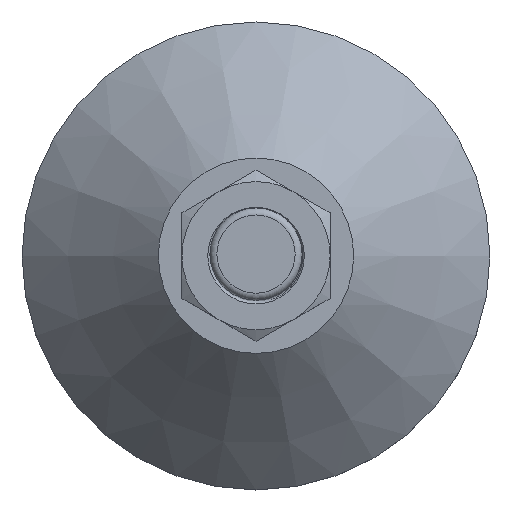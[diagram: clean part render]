
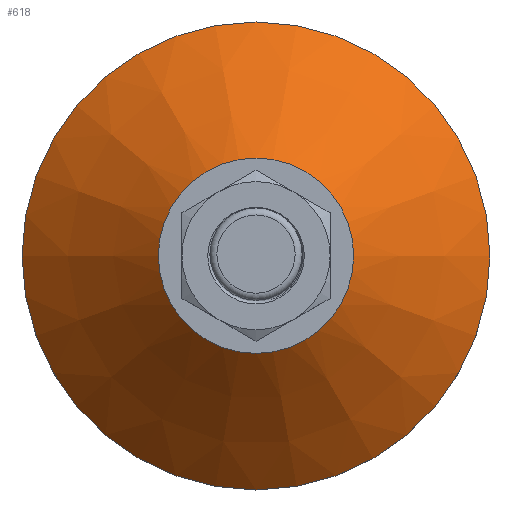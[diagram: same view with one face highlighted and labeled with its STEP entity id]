
A CAD part, top view. The second image highlights one B-rep face of the part: STEP entity #618.
In plain terms, the highlighted conical face has half-angle 45 degrees and reference radius 21.262 mm.
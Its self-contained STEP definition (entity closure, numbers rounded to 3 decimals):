
#89=CONICAL_SURFACE('',#699,21.263,0.785);
#125=FACE_OUTER_BOUND('',#170,.T.);
#170=EDGE_LOOP('',(#555,#556,#557,#558));
#204=CIRCLE('',#700,12.525);
#205=CIRCLE('',#701,30.);
#237=LINE('',#2070,#254);
#254=VECTOR('',#847,21.263);
#306=VERTEX_POINT('',#2067);
#307=VERTEX_POINT('',#2069);
#390=EDGE_CURVE('',#306,#306,#204,.T.);
#391=EDGE_CURVE('',#306,#307,#237,.T.);
#392=EDGE_CURVE('',#307,#307,#205,.T.);
#555=ORIENTED_EDGE('',*,*,#390,.T.);
#556=ORIENTED_EDGE('',*,*,#391,.T.);
#557=ORIENTED_EDGE('',*,*,#392,.T.);
#558=ORIENTED_EDGE('',*,*,#391,.F.);
#618=ADVANCED_FACE('',(#125),#89,.T.);
#699=AXIS2_PLACEMENT_3D('',#2066,#843,#844);
#700=AXIS2_PLACEMENT_3D('',#2068,#845,#846);
#701=AXIS2_PLACEMENT_3D('',#2071,#848,#849);
#843=DIRECTION('center_axis',(0.,0.,-1.));
#844=DIRECTION('ref_axis',(1.,0.,0.));
#845=DIRECTION('center_axis',(0.,0.,-1.));
#846=DIRECTION('ref_axis',(1.,0.,0.));
#847=DIRECTION('',(-0.707,0.,-0.707));
#848=DIRECTION('center_axis',(0.,0.,1.));
#849=DIRECTION('ref_axis',(1.,0.,0.));
#2066=CARTESIAN_POINT('Origin',(-13.416,17.744,15.263));
#2067=CARTESIAN_POINT('',(-25.941,17.744,24.));
#2068=CARTESIAN_POINT('Origin',(-13.416,17.744,24.));
#2069=CARTESIAN_POINT('',(-43.416,17.744,6.525));
#2070=CARTESIAN_POINT('',(-34.679,17.744,15.263));
#2071=CARTESIAN_POINT('Origin',(-13.416,17.744,6.525));
